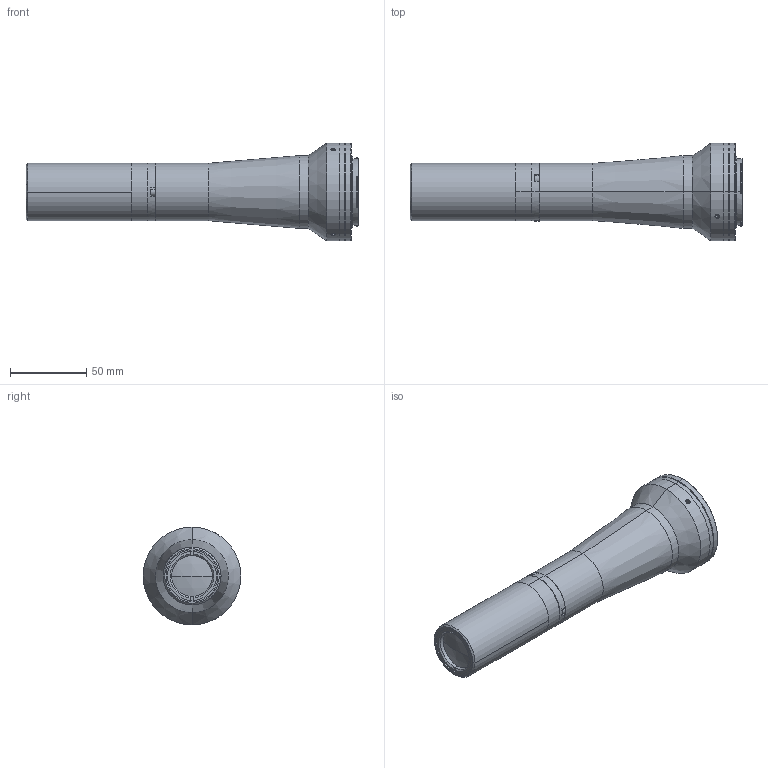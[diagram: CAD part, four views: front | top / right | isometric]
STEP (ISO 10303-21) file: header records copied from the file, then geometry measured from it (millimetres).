
FILE_DESCRIPTION (( 'STEP AP203' ), '1' );
FILE_NAME ('DP27906_TC12M016-F.step', '2021-09-17T14:04:21', ( '' ), ( '' ), 'SwSTEP 2.0', 'SolidWorks 2021', '' );
FILE_SCHEMA (( 'CONFIG_CONTROL_DESIGN' ));
Length unit declared in the file: millimetre
Products named in the file (1): DP27906_TC12M016-F
Bounding box: 217.27 x 64 x 64 mm (x, y, z)
Surface area: 43274.6 mm2 (no closed solid volume)
Topology: 0 solids, 15 shells, 136 faces, 391 edges, 269 vertices
Faces by surface type: plane 59, cylinder 47, cone 22, torus 6, sphere 2
Entity records: 4691 total; most frequent: CARTESIAN_POINT 941, DIRECTION 846, ORIENTED_EDGE 644, EDGE_CURVE 391, AXIS2_PLACEMENT_3D 334, VERTEX_POINT 269, CIRCLE 197, LINE 178
